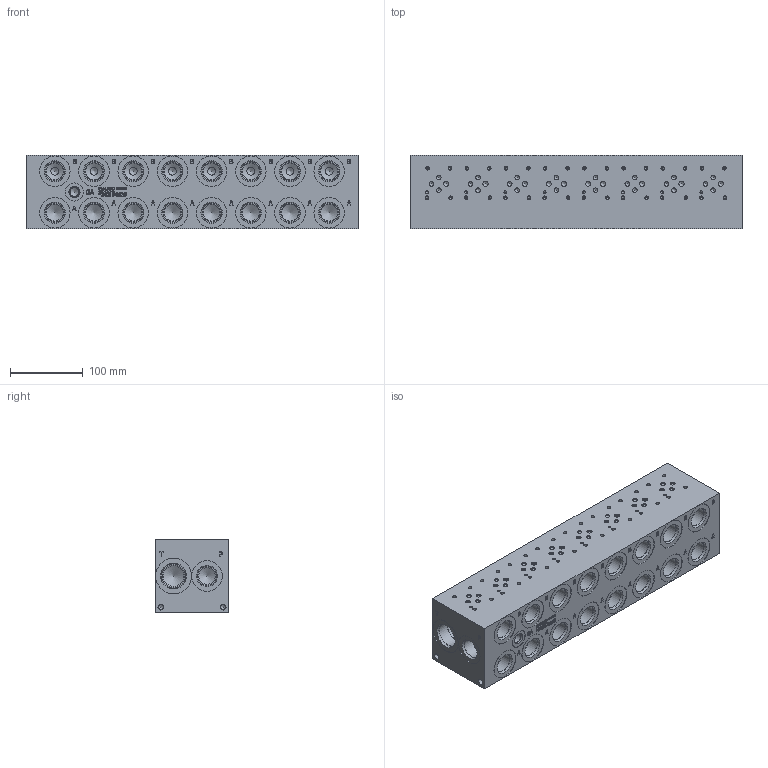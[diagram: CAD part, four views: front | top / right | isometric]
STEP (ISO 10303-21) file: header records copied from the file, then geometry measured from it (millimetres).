
FILE_DESCRIPTION(/* description */ (''),/* implementation_level */ '2;1');
FILE_NAME(/* name */ '_D03HP082S.stp',/* time_stamp */ '2022-10-14T09:07:23-04:00',/* author */ ('bobbyh'),/* organization */ (''),/* preprocessor_version */ 'ST-DEVELOPER v18',/* originating_system */ 'Autodesk Inventor 2020',/* authorisation */ '');
FILE_SCHEMA (('AUTOMOTIVE_DESIGN { 1 0 10303 214 3 1 1 }'));
Length unit declared in the file: millimetre
Products named in the file (1): Part_AD03HP082S_3D
Bounding box: 457.2 x 101.6 x 101.6 mm (x, y, z)
Volume: 4321521.3 mm3; surface area: 272427 mm2
Topology: 1 solids, 1 shells, 1217 faces, 3325 edges, 2265 vertices
Faces by surface type: plane 566, bspline 255, cylinder 226, cone 170
Full cylindrical faces by diameter (mm): 3.785 x32, 3.962 x8, 4.826 x32, 6.35 x24, 6.528 x4, 7.137 x8, 7.925 x4, 10.719 x8, 12.294 x1, 12.9 x1, 14.275 x1, 14.529 x1, 23.012 x18, 24.917 x18, 25.019 x1, 26.99 x2, 27 x16, 27.432 x18, 28.575 x2, 31.267 x2, 33.34 x1, 33.35 x1, 33.757 x2, 35.509 x1, 42.037 x18, 49.124 x2
Entity records: 40489 total; most frequent: CARTESIAN_POINT 10026, ORIENTED_EDGE 6456, DIRECTION 5484, EDGE_CURVE 3228, VERTEX_POINT 2265, LINE 1878, VECTOR 1878, AXIS2_PLACEMENT_3D 1803
